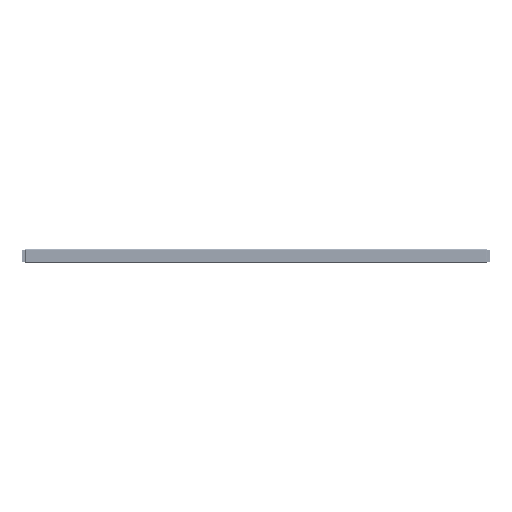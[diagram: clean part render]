
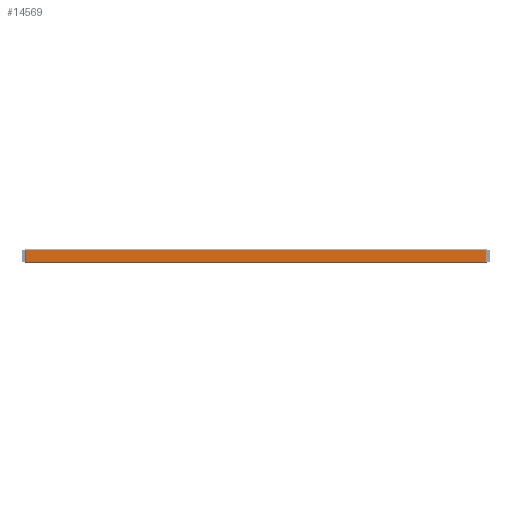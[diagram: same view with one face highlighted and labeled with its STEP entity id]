
A CAD part, front view. The second image highlights one B-rep face of the part: STEP entity #14569.
In plain terms, the highlighted planar face has unit normal (0, -1, 0).
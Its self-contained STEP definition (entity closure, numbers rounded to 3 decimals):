
#11510=FACE_OUTER_BOUND('',#30185,.T.);
#14569=ADVANCED_FACE('',(#11510),#19247,.T.);
#19247=PLANE('',#89072);
#30185=EDGE_LOOP('',(#37394,#37395,#37396,#37397));
#37394=ORIENTED_EDGE('',*,*,#66534,.T.);
#37395=ORIENTED_EDGE('',*,*,#66535,.T.);
#37396=ORIENTED_EDGE('',*,*,#66536,.T.);
#37397=ORIENTED_EDGE('',*,*,#66537,.T.);
#58842=VERTEX_POINT('',#120652);
#58843=VERTEX_POINT('',#120653);
#58844=VERTEX_POINT('',#120655);
#58845=VERTEX_POINT('',#120657);
#66534=EDGE_CURVE('',#58842,#58843,#77166,.T.);
#66535=EDGE_CURVE('',#58843,#58844,#77167,.T.);
#66536=EDGE_CURVE('',#58844,#58845,#77168,.T.);
#66537=EDGE_CURVE('',#58845,#58842,#77169,.T.);
#77166=LINE('',#120651,#83198);
#77167=LINE('',#120654,#83199);
#77168=LINE('',#120656,#83200);
#77169=LINE('',#120658,#83201);
#83198=VECTOR('',#97523,1.);
#83199=VECTOR('',#97524,1.);
#83200=VECTOR('',#97525,1.);
#83201=VECTOR('',#97526,1.);
#89072=AXIS2_PLACEMENT_3D('',#120659,#97527,#97528);
#97523=DIRECTION('',(-1.,0.,0.));
#97524=DIRECTION('',(0.,0.,-1.));
#97525=DIRECTION('',(1.,0.,0.));
#97526=DIRECTION('',(0.,0.,1.));
#97527=DIRECTION('',(0.,-1.,0.));
#97528=DIRECTION('',(0.,0.,1.));
#120651=CARTESIAN_POINT('',(250.,0.,14.25));
#120652=CARTESIAN_POINT('',(499.275,0.,14.25));
#120653=CARTESIAN_POINT('',(0.725,0.,14.25));
#120654=CARTESIAN_POINT('',(0.725,0.,0.));
#120655=CARTESIAN_POINT('',(0.725,0.,0.75));
#120656=CARTESIAN_POINT('',(250.,0.,0.75));
#120657=CARTESIAN_POINT('',(499.275,0.,0.75));
#120658=CARTESIAN_POINT('',(499.275,0.,0.));
#120659=CARTESIAN_POINT('',(250.,0.,0.));
